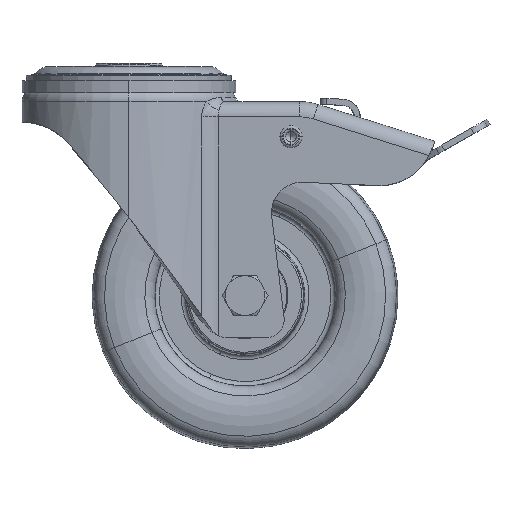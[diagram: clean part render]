
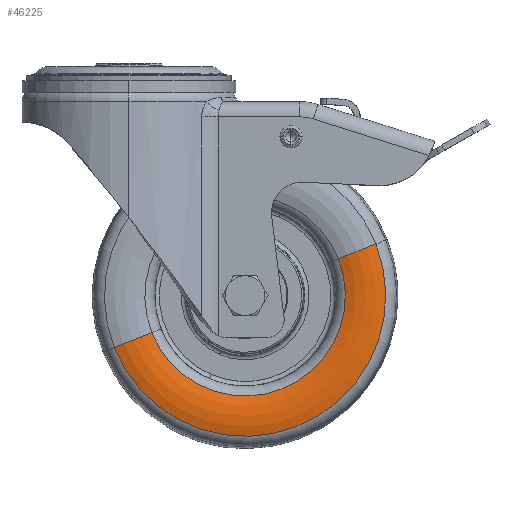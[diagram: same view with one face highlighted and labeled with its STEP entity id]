
A CAD part, top view. The second image highlights one B-rep face of the part: STEP entity #46225.
In plain terms, the highlighted toroidal (fillet/blend) face has major radius 40.004 mm and minor radius 20 mm.
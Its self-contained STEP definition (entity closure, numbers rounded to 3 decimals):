
#253 = EDGE_CURVE ( 'NONE', #26724, #73286, #43888, .T. ) ;
#686 = AXIS2_PLACEMENT_3D ( 'NONE', #45485, #28295, #51599 ) ;
#6305 = EDGE_CURVE ( 'NONE', #70315, #26724, #41100, .T. ) ;
#9239 = ORIENTED_EDGE ( 'NONE', *, *, #6305, .T. ) ;
#9348 = ORIENTED_EDGE ( 'NONE', *, *, #253, .T. ) ;
#9367 = CARTESIAN_POINT ( 'NONE',  ( 80.788, -59.056, 16.574 ) ) ;
#10638 = CARTESIAN_POINT ( 'NONE',  ( -4.788, -92.944, 16.574 ) ) ;
#11042 = AXIS2_PLACEMENT_3D ( 'NONE', #41613, #24841, #47739 ) ;
#14148 = TOROIDAL_SURFACE ( 'NONE', #43303, 40.004, 20. ) ;
#16323 = EDGE_CURVE ( 'NONE', #60776, #73286, #19803, .T. ) ;
#19803 = CIRCLE ( 'NONE', #34354, 32.814 ) ;
#19939 = CARTESIAN_POINT ( 'NONE',  ( 68.508, -63.918, 16.163 ) ) ;
#24841 = DIRECTION ( 'NONE',  ( 0.368, -0.93, 0. ) ) ;
#26724 = VERTEX_POINT ( 'NONE', #9367 ) ;
#27869 = CARTESIAN_POINT ( 'NONE',  ( 38., -76., 16.574 ) ) ;
#27946 = CARTESIAN_POINT ( 'NONE',  ( 38., -76., -2.5 ) ) ;
#28295 = DIRECTION ( 'NONE',  ( -0.368, 0.93, 0. ) ) ;
#29044 = CARTESIAN_POINT ( 'NONE',  ( 7.492, -88.082, 16.163 ) ) ;
#32868 = DIRECTION ( 'NONE',  ( 0., 0., 1. ) ) ;
#33518 = CARTESIAN_POINT ( 'NONE',  ( 38., -76., 16.163 ) ) ;
#34354 = AXIS2_PLACEMENT_3D ( 'NONE', #33518, #45328, #67952 ) ;
#40502 = DIRECTION ( 'NONE',  ( 0., 0., 1. ) ) ;
#41100 = CIRCLE ( 'NONE', #69306, 46.021 ) ;
#41613 = CARTESIAN_POINT ( 'NONE',  ( 75.194, -61.271, -2.5 ) ) ;
#43303 = AXIS2_PLACEMENT_3D ( 'NONE', #27946, #40502, #57005 ) ;
#43888 = CIRCLE ( 'NONE', #11042, 20. ) ;
#44060 = ORIENTED_EDGE ( 'NONE', *, *, #16323, .F. ) ;
#44811 = EDGE_CURVE ( 'NONE', #70315, #60776, #51768, .T. ) ;
#45328 = DIRECTION ( 'NONE',  ( 0., 0., 1. ) ) ;
#45485 = CARTESIAN_POINT ( 'NONE',  ( 0.806, -90.729, -2.5 ) ) ;
#46225 = ADVANCED_FACE ( 'NONE', ( #55535 ), #14148, .T. ) ;
#47739 = DIRECTION ( 'NONE',  ( 0.93, 0.368, 0. ) ) ;
#51599 = DIRECTION ( 'NONE',  ( -0.93, -0.368, 0. ) ) ;
#51768 = CIRCLE ( 'NONE', #686, 20. ) ;
#54079 = EDGE_LOOP ( 'NONE', ( #9239, #9348, #44060, #59905 ) ) ;
#55535 = FACE_OUTER_BOUND ( 'NONE', #54079, .T. ) ;
#57005 = DIRECTION ( 'NONE',  ( -0.93, -0.368, 0. ) ) ;
#59905 = ORIENTED_EDGE ( 'NONE', *, *, #44811, .F. ) ;
#60776 = VERTEX_POINT ( 'NONE', #29044 ) ;
#67952 = DIRECTION ( 'NONE',  ( -0.93, -0.368, 0. ) ) ;
#69306 = AXIS2_PLACEMENT_3D ( 'NONE', #27869, #32868, #74130 ) ;
#70315 = VERTEX_POINT ( 'NONE', #10638 ) ;
#73286 = VERTEX_POINT ( 'NONE', #19939 ) ;
#74130 = DIRECTION ( 'NONE',  ( -0.93, -0.368, 0. ) ) ;
